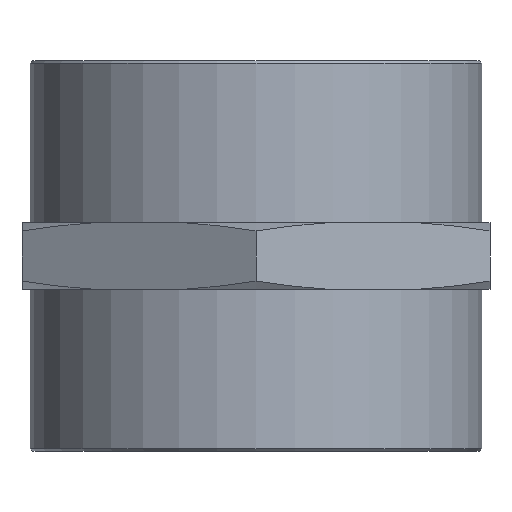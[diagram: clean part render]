
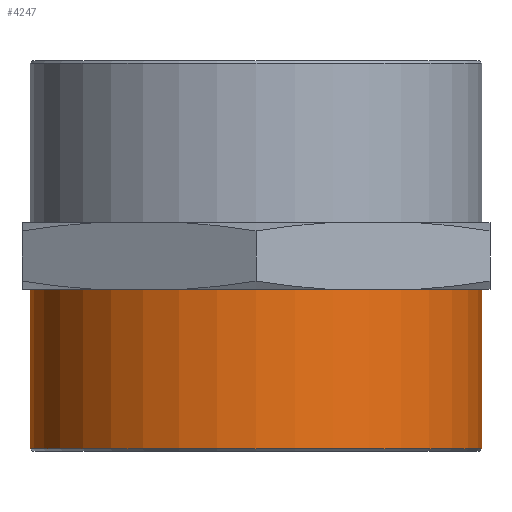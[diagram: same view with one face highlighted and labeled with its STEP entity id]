
A CAD part, left-side view. The second image highlights one B-rep face of the part: STEP entity #4247.
In plain terms, the highlighted cylindrical face has radius 43.9 mm (diameter 87.8 mm), a full revolution.
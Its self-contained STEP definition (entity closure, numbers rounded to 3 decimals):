
#56=CYLINDRICAL_SURFACE('',#4413,43.9);
#80=FACE_BOUND('',#668,.T.);
#99=CIRCLE('',#4412,43.9);
#100=CIRCLE('',#4414,43.9);
#414=FACE_OUTER_BOUND('',#667,.T.);
#667=EDGE_LOOP('',(#3759));
#668=EDGE_LOOP('',(#3760));
#2040=VERTEX_POINT('',#7836);
#2041=VERTEX_POINT('',#7839);
#2633=EDGE_CURVE('',#2040,#2040,#99,.T.);
#2634=EDGE_CURVE('',#2041,#2041,#100,.T.);
#3759=ORIENTED_EDGE('',*,*,#2634,.F.);
#3760=ORIENTED_EDGE('',*,*,#2633,.F.);
#4247=ADVANCED_FACE('',(#414,#80),#56,.T.);
#4412=AXIS2_PLACEMENT_3D('',#7837,#5122,#5123);
#4413=AXIS2_PLACEMENT_3D('',#7838,#5124,#5125);
#4414=AXIS2_PLACEMENT_3D('',#7840,#5126,#5127);
#5122=DIRECTION('center_axis',(0.,0.,-1.));
#5123=DIRECTION('ref_axis',(-1.,0.,0.));
#5124=DIRECTION('center_axis',(0.,0.,-1.));
#5125=DIRECTION('ref_axis',(-1.,0.,0.));
#5126=DIRECTION('center_axis',(0.,0.,1.));
#5127=DIRECTION('ref_axis',(-1.,0.,0.));
#7836=CARTESIAN_POINT('',(43.9,0.,-31.));
#7837=CARTESIAN_POINT('Origin',(0.,0.,
-31.));
#7838=CARTESIAN_POINT('Origin',(0.,0.,
13.));
#7839=CARTESIAN_POINT('',(43.9,0.,0.));
#7840=CARTESIAN_POINT('Origin',(0.,0.,
0.));
